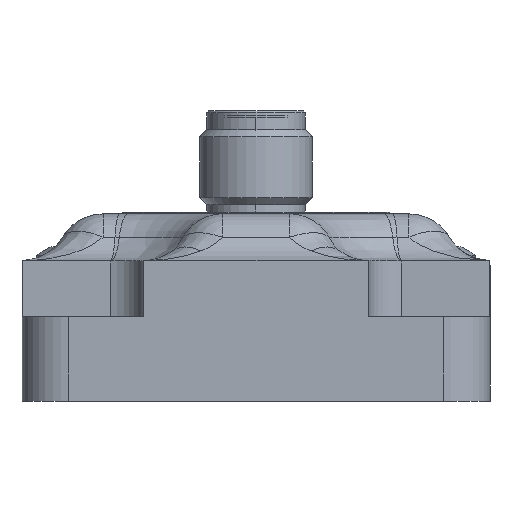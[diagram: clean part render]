
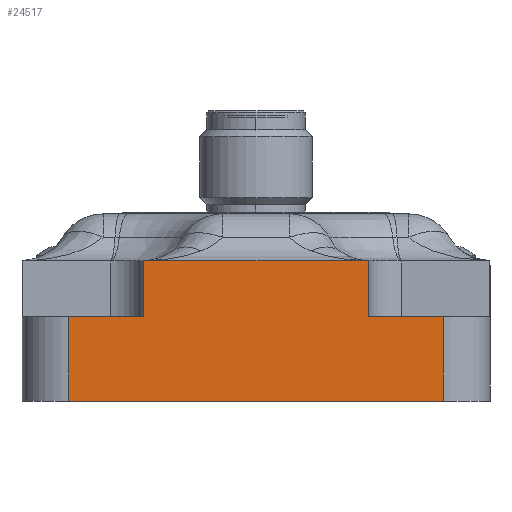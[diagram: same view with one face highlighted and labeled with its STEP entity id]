
A CAD part, left-side view. The second image highlights one B-rep face of the part: STEP entity #24517.
In plain terms, the highlighted planar face has unit normal (-1, 0, 0).
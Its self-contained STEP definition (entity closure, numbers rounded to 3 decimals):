
#2859=DIRECTION('',(0.,-1.,0.));
#2860=VECTOR('',#2859,24.);
#2861=CARTESIAN_POINT('',(-2.25,12.,9.));
#2862=LINE('',#2861,#2860);
#7844=DIRECTION('',(0.,0.,-1.));
#7845=VECTOR('',#7844,9.);
#7846=CARTESIAN_POINT('',(-2.25,-19.999,3.));
#7847=LINE('',#7846,#7845);
#7866=DIRECTION('',(0.,-1.,0.));
#7867=VECTOR('',#7866,7.999);
#7868=CARTESIAN_POINT('',(-2.25,-12.,3.));
#7869=LINE('',#7868,#7867);
#7976=DIRECTION('',(0.,0.,-1.));
#7977=VECTOR('',#7976,6.);
#7978=CARTESIAN_POINT('',(-2.25,-12.,9.));
#7979=LINE('',#7978,#7977);
#8000=DIRECTION('',(0.,-1.,0.));
#8001=VECTOR('',#8000,39.998);
#8002=CARTESIAN_POINT('',(-2.25,19.999,-6.));
#8003=LINE('',#8002,#8001);
#8007=DIRECTION('',(0.,0.,-1.));
#8008=VECTOR('',#8007,6.);
#8009=CARTESIAN_POINT('',(-2.25,12.,9.));
#8010=LINE('',#8009,#8008);
#8014=DIRECTION('',(0.,0.,1.));
#8015=VECTOR('',#8014,9.);
#8016=CARTESIAN_POINT('',(-2.25,19.999,-6.));
#8017=LINE('',#8016,#8015);
#8036=DIRECTION('',(0.,-1.,0.));
#8037=VECTOR('',#8036,7.999);
#8038=CARTESIAN_POINT('',(-2.25,19.999,3.));
#8039=LINE('',#8038,#8037);
#8174=CARTESIAN_POINT('',(-2.25,12.,9.));
#13551=VERTEX_POINT('',#8174);
#13581=CARTESIAN_POINT('',(-2.25,-12.,9.));
#13582=VERTEX_POINT('',#13581);
#13698=CARTESIAN_POINT('',(-2.25,-12.,3.));
#13699=VERTEX_POINT('',#13698);
#13700=CARTESIAN_POINT('',(-2.25,12.,3.));
#13701=VERTEX_POINT('',#13700);
#13702=CARTESIAN_POINT('',(-2.25,19.999,3.));
#13703=VERTEX_POINT('',#13702);
#13704=CARTESIAN_POINT('',(-2.25,19.999,-6.));
#13705=VERTEX_POINT('',#13704);
#13706=CARTESIAN_POINT('',(-2.25,-19.999,-6.));
#13707=VERTEX_POINT('',#13706);
#13708=CARTESIAN_POINT('',(-2.25,-19.999,3.));
#13709=VERTEX_POINT('',#13708);
#24499=CARTESIAN_POINT('',(-2.25,-25.,-6.));
#24500=DIRECTION('',(-1.,0.,0.));
#24501=DIRECTION('',(0.,0.,1.));
#24502=AXIS2_PLACEMENT_3D('',#24499,#24500,#24501);
#24503=PLANE('',#24502);
#24504=ORIENTED_EDGE('',*,*,#18676,.T.);
#24505=ORIENTED_EDGE('',*,*,#24439,.T.);
#24506=ORIENTED_EDGE('',*,*,#24357,.T.);
#24507=ORIENTED_EDGE('',*,*,#24343,.T.);
#24508=ORIENTED_EDGE('',*,*,#18267,.F.);
#24510=ORIENTED_EDGE('',*,*,#24509,.T.);
#24512=ORIENTED_EDGE('',*,*,#24511,.T.);
#24514=ORIENTED_EDGE('',*,*,#24513,.F.);
#24515=EDGE_LOOP('',(#24504,#24505,#24506,#24507,#24508,#24510,#24512,#24514));
#24516=FACE_OUTER_BOUND('',#24515,.F.);
#24517=ADVANCED_FACE('',(#24516),#24503,.T.);
#18267=EDGE_CURVE('',#13705,#13707,#8003,.T.);
#18676=EDGE_CURVE('',#13551,#13582,#2862,.T.);
#24343=EDGE_CURVE('',#13709,#13707,#7847,.T.);
#24357=EDGE_CURVE('',#13699,#13709,#7869,.T.);
#24439=EDGE_CURVE('',#13582,#13699,#7979,.T.);
#24509=EDGE_CURVE('',#13705,#13703,#8017,.T.);
#24511=EDGE_CURVE('',#13703,#13701,#8039,.T.);
#24513=EDGE_CURVE('',#13551,#13701,#8010,.T.);
